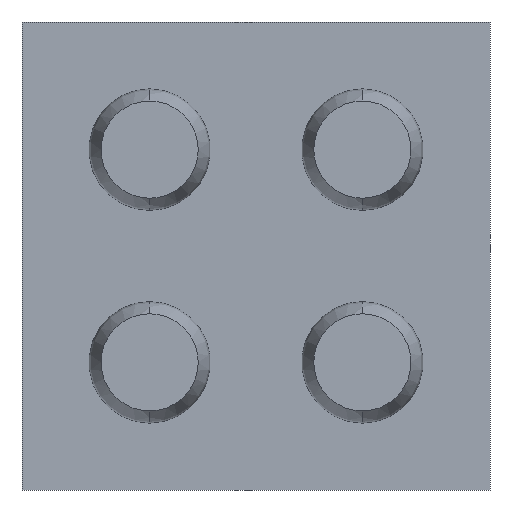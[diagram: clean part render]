
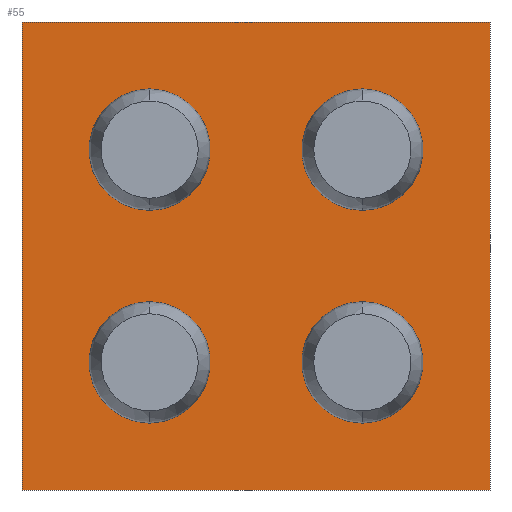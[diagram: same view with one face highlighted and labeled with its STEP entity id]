
A CAD part, front view. The second image highlights one B-rep face of the part: STEP entity #55.
In plain terms, the highlighted planar face has unit normal (0, -1, 0).
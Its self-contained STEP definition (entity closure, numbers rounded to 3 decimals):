
#11 = CIRCLE ( 'NONE', #407, 0.08 ) ;
#17 = CIRCLE ( 'NONE', #424, 0.08 ) ;
#19 = DIRECTION ( 'NONE',  ( 0., 0., -1. ) ) ;
#21 = CARTESIAN_POINT ( 'NONE',  ( 0.175, 0.165, -0.095 ) ) ;
#44 = CIRCLE ( 'NONE', #459, 0.08 ) ;
#49 = EDGE_CURVE ( 'NONE', #171, #395, #234, .T. ) ;
#55 = ADVANCED_FACE ( 'NONE', ( #250, #251, #252, #254, #257 ), #259, .T. ) ;
#65 = CARTESIAN_POINT ( 'NONE',  ( -0.175, 0.165, -0.095 ) ) ;
#69 = CARTESIAN_POINT ( 'NONE',  ( 0.175, 0.165, 0.175 ) ) ;
#70 = DIRECTION ( 'NONE',  ( 0., -1., 0. ) ) ;
#78 = CARTESIAN_POINT ( 'NONE',  ( 0.175, 0.165, 0.175 ) ) ;
#79 = VECTOR ( 'NONE', #373, 1000. ) ;
#88 = AXIS2_PLACEMENT_3D ( 'NONE', #69, #70, #594 ) ;
#90 = CIRCLE ( 'NONE', #505, 0.08 ) ;
#99 = DIRECTION ( 'NONE',  ( 0., 0., 1. ) ) ;
#101 = CARTESIAN_POINT ( 'NONE',  ( -0.385, 0.165, 0.385 ) ) ;
#102 = VECTOR ( 'NONE', #480, 1000. ) ;
#103 = LINE ( 'NONE', #101, #471 ) ;
#106 = VECTOR ( 'NONE', #247, 1000. ) ;
#114 = CARTESIAN_POINT ( 'NONE',  ( -0.175, 0.165, 0.175 ) ) ;
#117 = EDGE_LOOP ( 'NONE', ( #409, #412, #418, #419 ) ) ;
#120 = VERTEX_POINT ( 'NONE', #329 ) ;
#122 = EDGE_CURVE ( 'NONE', #430, #660, #17, .T. ) ;
#129 = DIRECTION ( 'NONE',  ( 0., 0., -1. ) ) ;
#131 = EDGE_CURVE ( 'NONE', #434, #275, #90, .T. ) ;
#135 = LINE ( 'NONE', #479, #102 ) ;
#152 = EDGE_CURVE ( 'NONE', #431, #189, #11, .T. ) ;
#159 = EDGE_CURVE ( 'NONE', #120, #194, #368, .T. ) ;
#171 = VERTEX_POINT ( 'NONE', #389 ) ;
#178 = EDGE_CURVE ( 'NONE', #660, #430, #258, .T. ) ;
#182 = EDGE_LOOP ( 'NONE', ( #360, #364 ) ) ;
#186 = EDGE_LOOP ( 'NONE', ( #386, #398 ) ) ;
#189 = VERTEX_POINT ( 'NONE', #414 ) ;
#192 = AXIS2_PLACEMENT_3D ( 'NONE', #481, #483, #486 ) ;
#194 = VERTEX_POINT ( 'NONE', #416 ) ;
#202 = CARTESIAN_POINT ( 'NONE',  ( 0.175, 0.165, -0.255 ) ) ;
#212 = CIRCLE ( 'NONE', #621, 0.08 ) ;
#220 = EDGE_CURVE ( 'NONE', #194, #171, #135, .T. ) ;
#233 = CARTESIAN_POINT ( 'NONE',  ( -0.175, 0.165, 0.095 ) ) ;
#234 = LINE ( 'NONE', #246, #106 ) ;
#245 = EDGE_CURVE ( 'NONE', #429, #342, #517, .T. ) ;
#246 = CARTESIAN_POINT ( 'NONE',  ( -0.385, 0.165, -0.385 ) ) ;
#247 = DIRECTION ( 'NONE',  ( -1., 0., 0. ) ) ;
#250 = FACE_BOUND ( 'NONE', #182, .T. ) ;
#251 = FACE_BOUND ( 'NONE', #341, .T. ) ;
#252 = FACE_BOUND ( 'NONE', #186, .T. ) ;
#254 = FACE_BOUND ( 'NONE', #260, .T. ) ;
#257 = FACE_OUTER_BOUND ( 'NONE', #117, .T. ) ;
#258 = CIRCLE ( 'NONE', #653, 0.08 ) ;
#259 = PLANE ( 'NONE',  #570 ) ;
#260 = EDGE_LOOP ( 'NONE', ( #403, #406 ) ) ;
#275 = VERTEX_POINT ( 'NONE', #233 ) ;
#283 = CARTESIAN_POINT ( 'NONE',  ( 0., 0.165, 0. ) ) ;
#285 = DIRECTION ( 'NONE',  ( 0., -1., 0. ) ) ;
#288 = DIRECTION ( 'NONE',  ( 0., 0., -1. ) ) ;
#294 = DIRECTION ( 'NONE',  ( 0., -1., 0. ) ) ;
#306 = DIRECTION ( 'NONE',  ( 0., -1., 0. ) ) ;
#328 = CARTESIAN_POINT ( 'NONE',  ( -0.175, 0.165, 0.255 ) ) ;
#329 = CARTESIAN_POINT ( 'NONE',  ( -0.385, 0.165, 0.385 ) ) ;
#330 = CARTESIAN_POINT ( 'NONE',  ( -0.175, 0.165, -0.175 ) ) ;
#332 = DIRECTION ( 'NONE',  ( 0., -1., 0. ) ) ;
#333 = CARTESIAN_POINT ( 'NONE',  ( -0.175, 0.165, 0.175 ) ) ;
#334 = DIRECTION ( 'NONE',  ( 0., -1., 0. ) ) ;
#335 = DIRECTION ( 'NONE',  ( 0., 0., -1. ) ) ;
#341 = EDGE_LOOP ( 'NONE', ( #366, #369 ) ) ;
#342 = VERTEX_POINT ( 'NONE', #202 ) ;
#353 = EDGE_CURVE ( 'NONE', #342, #429, #44, .T. ) ;
#360 = ORIENTED_EDGE ( 'NONE', *, *, #178, .F. ) ;
#364 = ORIENTED_EDGE ( 'NONE', *, *, #122, .F. ) ;
#365 = DIRECTION ( 'NONE',  ( 0., 0., -1. ) ) ;
#366 = ORIENTED_EDGE ( 'NONE', *, *, #640, .F. ) ;
#368 = LINE ( 'NONE', #371, #79 ) ;
#369 = ORIENTED_EDGE ( 'NONE', *, *, #152, .F. ) ;
#371 = CARTESIAN_POINT ( 'NONE',  ( -0.385, 0.165, 0.385 ) ) ;
#373 = DIRECTION ( 'NONE',  ( 1., 0., 0. ) ) ;
#385 = CARTESIAN_POINT ( 'NONE',  ( -0.175, 0.165, -0.255 ) ) ;
#386 = ORIENTED_EDGE ( 'NONE', *, *, #604, .F. ) ;
#389 = CARTESIAN_POINT ( 'NONE',  ( 0.385, 0.165, -0.385 ) ) ;
#395 = VERTEX_POINT ( 'NONE', #634 ) ;
#397 = CARTESIAN_POINT ( 'NONE',  ( -0.175, 0.165, -0.175 ) ) ;
#398 = ORIENTED_EDGE ( 'NONE', *, *, #131, .F. ) ;
#399 = DIRECTION ( 'NONE',  ( 0., -1., 0. ) ) ;
#403 = ORIENTED_EDGE ( 'NONE', *, *, #353, .F. ) ;
#404 = DIRECTION ( 'NONE',  ( 0., 0., -1. ) ) ;
#406 = ORIENTED_EDGE ( 'NONE', *, *, #245, .F. ) ;
#407 = AXIS2_PLACEMENT_3D ( 'NONE', #78, #306, #365 ) ;
#409 = ORIENTED_EDGE ( 'NONE', *, *, #220, .F. ) ;
#412 = ORIENTED_EDGE ( 'NONE', *, *, #159, .F. ) ;
#414 = CARTESIAN_POINT ( 'NONE',  ( 0.175, 0.165, 0.095 ) ) ;
#416 = CARTESIAN_POINT ( 'NONE',  ( 0.385, 0.165, 0.385 ) ) ;
#418 = ORIENTED_EDGE ( 'NONE', *, *, #553, .F. ) ;
#419 = ORIENTED_EDGE ( 'NONE', *, *, #49, .F. ) ;
#423 = CIRCLE ( 'NONE', #88, 0.08 ) ;
#424 = AXIS2_PLACEMENT_3D ( 'NONE', #330, #332, #19 ) ;
#429 = VERTEX_POINT ( 'NONE', #21 ) ;
#430 = VERTEX_POINT ( 'NONE', #65 ) ;
#431 = VERTEX_POINT ( 'NONE', #606 ) ;
#434 = VERTEX_POINT ( 'NONE', #328 ) ;
#459 = AXIS2_PLACEMENT_3D ( 'NONE', #582, #585, #586 ) ;
#471 = VECTOR ( 'NONE', #99, 1000. ) ;
#479 = CARTESIAN_POINT ( 'NONE',  ( 0.385, 0.165, 0.385 ) ) ;
#480 = DIRECTION ( 'NONE',  ( 0., 0., -1. ) ) ;
#481 = CARTESIAN_POINT ( 'NONE',  ( 0.175, 0.165, -0.175 ) ) ;
#483 = DIRECTION ( 'NONE',  ( 0., -1., 0. ) ) ;
#486 = DIRECTION ( 'NONE',  ( 0., 0., -1. ) ) ;
#505 = AXIS2_PLACEMENT_3D ( 'NONE', #333, #334, #335 ) ;
#517 = CIRCLE ( 'NONE', #192, 0.08 ) ;
#553 = EDGE_CURVE ( 'NONE', #395, #120, #103, .T. ) ;
#570 = AXIS2_PLACEMENT_3D ( 'NONE', #283, #285, #288 ) ;
#582 = CARTESIAN_POINT ( 'NONE',  ( 0.175, 0.165, -0.175 ) ) ;
#585 = DIRECTION ( 'NONE',  ( 0., -1., 0. ) ) ;
#586 = DIRECTION ( 'NONE',  ( 0., 0., -1. ) ) ;
#594 = DIRECTION ( 'NONE',  ( 0., 0., -1. ) ) ;
#604 = EDGE_CURVE ( 'NONE', #275, #434, #212, .T. ) ;
#606 = CARTESIAN_POINT ( 'NONE',  ( 0.175, 0.165, 0.255 ) ) ;
#621 = AXIS2_PLACEMENT_3D ( 'NONE', #114, #294, #129 ) ;
#634 = CARTESIAN_POINT ( 'NONE',  ( -0.385, 0.165, -0.385 ) ) ;
#640 = EDGE_CURVE ( 'NONE', #189, #431, #423, .T. ) ;
#653 = AXIS2_PLACEMENT_3D ( 'NONE', #397, #399, #404 ) ;
#660 = VERTEX_POINT ( 'NONE', #385 ) ;
